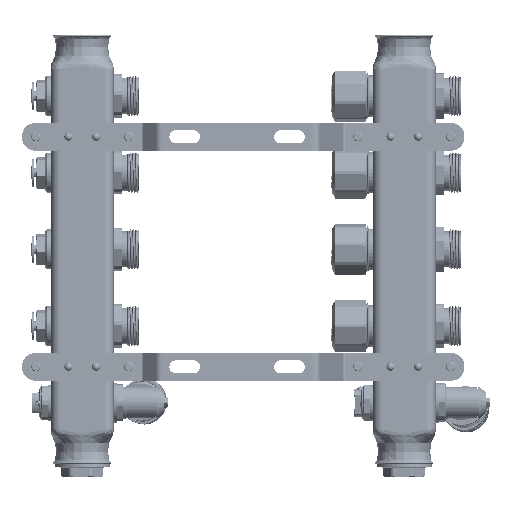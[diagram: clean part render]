
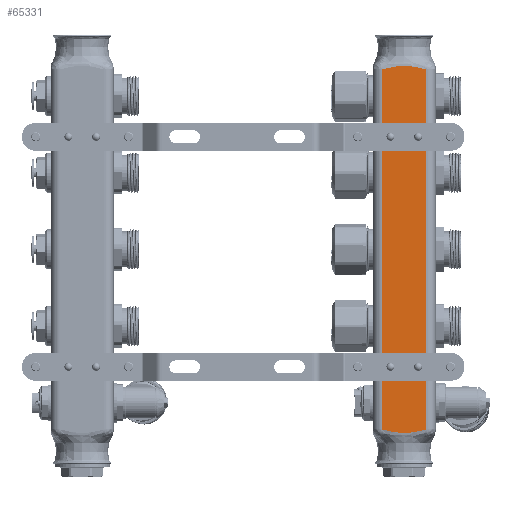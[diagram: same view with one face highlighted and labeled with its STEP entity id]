
A CAD part, front view. The second image highlights one B-rep face of the part: STEP entity #65331.
In plain terms, the highlighted face is planar.
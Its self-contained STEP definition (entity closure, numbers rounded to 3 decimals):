
#55 = LINE ( 'NONE', #85741, #84504 ) ;
#4634 = CARTESIAN_POINT ( 'NONE',  ( 19.5, -14.5, -256.426 ) ) ;
#5371 = CARTESIAN_POINT ( 'NONE',  ( 19.5, -11.516, -257.152 ) ) ;
#5412 = VERTEX_POINT ( 'NONE', #4634 ) ;
#5696 = CARTESIAN_POINT ( 'NONE',  ( 19.5, -14.5, -256.426 ) ) ;
#6569 = CARTESIAN_POINT ( 'NONE',  ( 19.5, 11.521, -20.849 ) ) ;
#8164 = DIRECTION ( 'NONE',  ( 0., 0., 1. ) ) ;
#10815 = DIRECTION ( 'NONE',  ( 0., -1., 0. ) ) ;
#12184 = CARTESIAN_POINT ( 'NONE',  ( 19.5, 11.521, -257.151 ) ) ;
#13373 = CARTESIAN_POINT ( 'NONE',  ( 19.5, 2.461, -19.345 ) ) ;
#13692 = CARTESIAN_POINT ( 'NONE',  ( 19.5, 9.712, -20.509 ) ) ;
#13992 = CARTESIAN_POINT ( 'NONE',  ( 19.5, 11.219, -20.793 ) ) ;
#14312 = CARTESIAN_POINT ( 'NONE',  ( 19.5, 12.124, -20.957 ) ) ;
#16967 = ORIENTED_EDGE ( 'NONE', *, *, #21355, .F. ) ;
#17138 = ORIENTED_EDGE ( 'NONE', *, *, #89399, .T. ) ;
#17323 = DIRECTION ( 'NONE',  ( -1., 0., 0. ) ) ;
#19504 = CARTESIAN_POINT ( 'NONE',  ( 19.5, 14.5, -139. ) ) ;
#19594 = CARTESIAN_POINT ( 'NONE',  ( 19.5, 11.219, -257.207 ) ) ;
#19919 = CARTESIAN_POINT ( 'NONE',  ( 19.5, 1.232, -258.712 ) ) ;
#20238 = CARTESIAN_POINT ( 'NONE',  ( 19.5, 4.893, -258.39 ) ) ;
#20796 = CARTESIAN_POINT ( 'NONE',  ( 19.5, -6.697, -19.907 ) ) ;
#21355 = EDGE_CURVE ( 'NONE', #5412, #44140, #55, .T. ) ;
#21427 = CARTESIAN_POINT ( 'NONE',  ( 19.5, 4.287, -19.531 ) ) ;
#22062 = ORIENTED_EDGE ( 'NONE', *, *, #44370, .F. ) ;
#25212 = B_SPLINE_CURVE_WITH_KNOTS ( 'NONE', 3,
 ( #77958, #70189, #27956, #56854, #14312, #6569, #13992, #13692, #34460, #70805, #91298, #63995, #21427, #13373, #77326, #34791, #84484, #56226, #48766, #27329, #20796, #77021, #71135, #28565, #91616, #77644, #35718, #91919, #35090, #41653 ),
 .UNSPECIFIED., .F., .F.,
 ( 4, 2, 2, 2, 2, 2, 2, 2, 2, 2, 2, 2, 2, 2, 4 ),
 ( 0., 0.002, 0.003, 0.004, 0.007, 0.009, 0.011, 0.015, 0.018, 0.02, 0.022, 0.026, 0.027, 0.028, 0.029 ),
 .UNSPECIFIED. ) ;
#26755 = CARTESIAN_POINT ( 'NONE',  ( 19.5, -6.697, -258.093 ) ) ;
#27329 = CARTESIAN_POINT ( 'NONE',  ( 19.5, -6.093, -19.796 ) ) ;
#27380 = CARTESIAN_POINT ( 'NONE',  ( 19.5, -4.27, -258.471 ) ) ;
#27956 = CARTESIAN_POINT ( 'NONE',  ( 19.5, 13.315, -21.252 ) ) ;
#28565 = CARTESIAN_POINT ( 'NONE',  ( 19.5, -11.215, -20.792 ) ) ;
#33164 = DIRECTION ( 'NONE',  ( 0., 0., 1. ) ) ;
#33592 = CARTESIAN_POINT ( 'NONE',  ( 19.5, 13.908, -256.588 ) ) ;
#33895 = CARTESIAN_POINT ( 'NONE',  ( 19.5, -4.878, -258.392 ) ) ;
#34460 = CARTESIAN_POINT ( 'NONE',  ( 19.5, 8.511, -20.258 ) ) ;
#34791 = CARTESIAN_POINT ( 'NONE',  ( 19.5, -1.22, -19.287 ) ) ;
#35090 = CARTESIAN_POINT ( 'NONE',  ( 19.5, -13.907, -21.411 ) ) ;
#35718 = CARTESIAN_POINT ( 'NONE',  ( 19.5, -12.419, -21.028 ) ) ;
#41064 = CARTESIAN_POINT ( 'NONE',  ( 19.5, -12.419, -256.972 ) ) ;
#41653 = CARTESIAN_POINT ( 'NONE',  ( 19.5, -14.5, -21.574 ) ) ;
#44140 = VERTEX_POINT ( 'NONE', #45162 ) ;
#44370 = EDGE_CURVE ( 'NONE', #60928, #5412, #52584, .T. ) ;
#45162 = CARTESIAN_POINT ( 'NONE',  ( 19.5, -14.5, -21.574 ) ) ;
#47886 = CARTESIAN_POINT ( 'NONE',  ( 19.5, 12.124, -257.043 ) ) ;
#48197 = CARTESIAN_POINT ( 'NONE',  ( 19.5, -13.907, -256.589 ) ) ;
#48766 = CARTESIAN_POINT ( 'NONE',  ( 19.5, -4.878, -19.608 ) ) ;
#51866 = CARTESIAN_POINT ( 'NONE',  ( 19.5, 14.5, -21.574 ) ) ;
#52584 = B_SPLINE_CURVE_WITH_KNOTS ( 'NONE', 3,
 ( #55651, #33592, #55026, #63126, #47886, #12184, #19594, #62821, #90106, #69610, #69319, #20238, #70238, #77375, #19919, #69915, #83601, #27380, #33895, #61872, #26755, #68996, #76149, #83272, #5371, #76442, #41064, #90712, #48197, #5696 ),
 .UNSPECIFIED., .F., .F.,
 ( 4, 2, 2, 2, 2, 2, 2, 2, 2, 2, 2, 2, 2, 2, 4 ),
 ( 0., 0.002, 0.003, 0.004, 0.007, 0.009, 0.011, 0.015, 0.018, 0.02, 0.022, 0.026, 0.027, 0.028, 0.029 ),
 .UNSPECIFIED. ) ;
#53316 = VERTEX_POINT ( 'NONE', #51866 ) ;
#53324 = CARTESIAN_POINT ( 'NONE',  ( 19.5, 14.5, -139. ) ) ;
#55026 = CARTESIAN_POINT ( 'NONE',  ( 19.5, 13.315, -256.748 ) ) ;
#55651 = CARTESIAN_POINT ( 'NONE',  ( 19.5, 14.5, -256.426 ) ) ;
#56226 = CARTESIAN_POINT ( 'NONE',  ( 19.5, -4.27, -19.529 ) ) ;
#56854 = CARTESIAN_POINT ( 'NONE',  ( 19.5, 12.423, -21.029 ) ) ;
#57829 = EDGE_LOOP ( 'NONE', ( #75422, #17138, #16967, #22062 ) ) ;
#60928 = VERTEX_POINT ( 'NONE', #81767 ) ;
#61872 = CARTESIAN_POINT ( 'NONE',  ( 19.5, -6.093, -258.204 ) ) ;
#62821 = CARTESIAN_POINT ( 'NONE',  ( 19.5, 9.712, -257.491 ) ) ;
#63126 = CARTESIAN_POINT ( 'NONE',  ( 19.5, 12.423, -256.971 ) ) ;
#63995 = CARTESIAN_POINT ( 'NONE',  ( 19.5, 4.893, -19.61 ) ) ;
#65331 = ADVANCED_FACE ( 'NONE', ( #80061 ), #80960, .F. ) ;
#68996 = CARTESIAN_POINT ( 'NONE',  ( 19.5, -8.505, -257.744 ) ) ;
#69319 = CARTESIAN_POINT ( 'NONE',  ( 19.5, 6.103, -258.202 ) ) ;
#69610 = CARTESIAN_POINT ( 'NONE',  ( 19.5, 6.705, -258.092 ) ) ;
#69915 = CARTESIAN_POINT ( 'NONE',  ( 19.5, -1.22, -258.713 ) ) ;
#70189 = CARTESIAN_POINT ( 'NONE',  ( 19.5, 13.908, -21.412 ) ) ;
#70238 = CARTESIAN_POINT ( 'NONE',  ( 19.5, 4.287, -258.469 ) ) ;
#70805 = CARTESIAN_POINT ( 'NONE',  ( 19.5, 6.705, -19.908 ) ) ;
#71135 = CARTESIAN_POINT ( 'NONE',  ( 19.5, -9.706, -20.508 ) ) ;
#75422 = ORIENTED_EDGE ( 'NONE', *, *, #88321, .T. ) ;
#76149 = CARTESIAN_POINT ( 'NONE',  ( 19.5, -9.706, -257.492 ) ) ;
#76442 = CARTESIAN_POINT ( 'NONE',  ( 19.5, -12.121, -257.043 ) ) ;
#77021 = CARTESIAN_POINT ( 'NONE',  ( 19.5, -8.505, -20.256 ) ) ;
#77326 = CARTESIAN_POINT ( 'NONE',  ( 19.5, 1.232, -19.288 ) ) ;
#77375 = CARTESIAN_POINT ( 'NONE',  ( 19.5, 2.461, -258.655 ) ) ;
#77644 = CARTESIAN_POINT ( 'NONE',  ( 19.5, -12.121, -20.957 ) ) ;
#77693 = LINE ( 'NONE', #19504, #78757 ) ;
#77958 = CARTESIAN_POINT ( 'NONE',  ( 19.5, 14.5, -21.574 ) ) ;
#78757 = VECTOR ( 'NONE', #33164, 1000. ) ;
#80061 = FACE_OUTER_BOUND ( 'NONE', #57829, .T. ) ;
#80960 = PLANE ( 'NONE',  #90960 ) ;
#81767 = CARTESIAN_POINT ( 'NONE',  ( 19.5, 14.5, -256.426 ) ) ;
#83272 = CARTESIAN_POINT ( 'NONE',  ( 19.5, -11.215, -257.208 ) ) ;
#83601 = CARTESIAN_POINT ( 'NONE',  ( 19.5, -2.442, -258.656 ) ) ;
#84484 = CARTESIAN_POINT ( 'NONE',  ( 19.5, -2.442, -19.344 ) ) ;
#84504 = VECTOR ( 'NONE', #8164, 1000. ) ;
#85741 = CARTESIAN_POINT ( 'NONE',  ( 19.5, -14.5, -139. ) ) ;
#88321 = EDGE_CURVE ( 'NONE', #60928, #53316, #77693, .T. ) ;
#89399 = EDGE_CURVE ( 'NONE', #53316, #44140, #25212, .T. ) ;
#90106 = CARTESIAN_POINT ( 'NONE',  ( 19.5, 8.511, -257.742 ) ) ;
#90712 = CARTESIAN_POINT ( 'NONE',  ( 19.5, -13.313, -256.748 ) ) ;
#90960 = AXIS2_PLACEMENT_3D ( 'NONE', #53324, #17323, #10815 ) ;
#91298 = CARTESIAN_POINT ( 'NONE',  ( 19.5, 6.103, -19.798 ) ) ;
#91616 = CARTESIAN_POINT ( 'NONE',  ( 19.5, -11.516, -20.848 ) ) ;
#91919 = CARTESIAN_POINT ( 'NONE',  ( 19.5, -13.313, -21.252 ) ) ;
